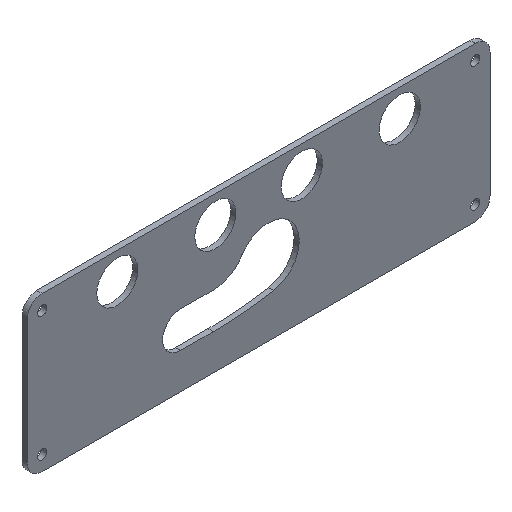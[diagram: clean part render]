
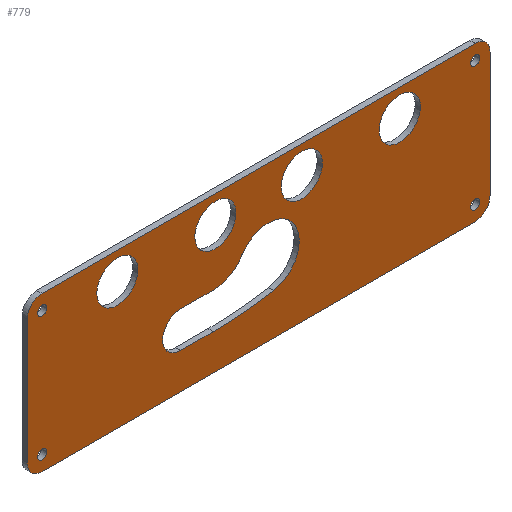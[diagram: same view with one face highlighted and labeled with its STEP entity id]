
A CAD part, isometric view. The second image highlights one B-rep face of the part: STEP entity #779.
In plain terms, the highlighted planar face has unit normal (0, -1, 0).
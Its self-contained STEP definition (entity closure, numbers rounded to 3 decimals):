
#24 = VERTEX_POINT('',#25);
#25 = CARTESIAN_POINT('',(-1.5,-4.9,25.433));
#31 = EDGE_CURVE('',#24,#32,#34,.T.);
#32 = VERTEX_POINT('',#33);
#33 = CARTESIAN_POINT('',(-1.5,-4.9,1.233));
#34 = LINE('',#35,#36);
#35 = CARTESIAN_POINT('',(-1.5,-4.9,25.433));
#36 = VECTOR('',#37,1.);
#37 = DIRECTION('',(0.,0.,-1.));
#62 = EDGE_CURVE('',#32,#63,#65,.T.);
#63 = VERTEX_POINT('',#64);
#64 = CARTESIAN_POINT('',(1.4,-4.9,-1.667));
#65 = CIRCLE('',#66,2.9);
#66 = AXIS2_PLACEMENT_3D('',#67,#68,#69);
#67 = CARTESIAN_POINT('',(1.4,-4.9,1.233));
#68 = DIRECTION('',(0.,-1.,0.));
#69 = DIRECTION('',(1.,0.,0.));
#95 = EDGE_CURVE('',#63,#96,#98,.T.);
#96 = VERTEX_POINT('',#97);
#97 = CARTESIAN_POINT('',(85.6,-4.9,-1.667));
#98 = LINE('',#99,#100);
#99 = CARTESIAN_POINT('',(1.4,-4.9,-1.667));
#100 = VECTOR('',#101,1.);
#101 = DIRECTION('',(1.,0.,0.));
#126 = EDGE_CURVE('',#96,#127,#129,.T.);
#127 = VERTEX_POINT('',#128);
#128 = CARTESIAN_POINT('',(88.5,-4.9,1.233));
#129 = CIRCLE('',#130,2.9);
#130 = AXIS2_PLACEMENT_3D('',#131,#132,#133);
#131 = CARTESIAN_POINT('',(85.6,-4.9,1.233));
#132 = DIRECTION('',(0.,-1.,0.));
#133 = DIRECTION('',(1.,0.,0.));
#159 = EDGE_CURVE('',#127,#160,#162,.T.);
#160 = VERTEX_POINT('',#161);
#161 = CARTESIAN_POINT('',(88.5,-4.9,25.433));
#162 = LINE('',#163,#164);
#163 = CARTESIAN_POINT('',(88.5,-4.9,1.233));
#164 = VECTOR('',#165,1.);
#165 = DIRECTION('',(0.,0.,1.));
#190 = EDGE_CURVE('',#160,#191,#193,.T.);
#191 = VERTEX_POINT('',#192);
#192 = CARTESIAN_POINT('',(85.6,-4.9,28.333));
#193 = CIRCLE('',#194,2.9);
#194 = AXIS2_PLACEMENT_3D('',#195,#196,#197);
#195 = CARTESIAN_POINT('',(85.6,-4.9,25.433));
#196 = DIRECTION('',(0.,-1.,0.));
#197 = DIRECTION('',(1.,0.,0.));
#223 = EDGE_CURVE('',#191,#224,#226,.T.);
#224 = VERTEX_POINT('',#225);
#225 = CARTESIAN_POINT('',(1.4,-4.9,28.333));
#226 = LINE('',#227,#228);
#227 = CARTESIAN_POINT('',(85.6,-4.9,28.333));
#228 = VECTOR('',#229,1.);
#229 = DIRECTION('',(-1.,0.,0.));
#254 = EDGE_CURVE('',#224,#24,#255,.T.);
#255 = CIRCLE('',#256,2.9);
#256 = AXIS2_PLACEMENT_3D('',#257,#258,#259);
#257 = CARTESIAN_POINT('',(1.4,-4.9,25.433));
#258 = DIRECTION('',(0.,-1.,0.));
#259 = DIRECTION('',(1.,0.,0.));
#280 = VERTEX_POINT('',#281);
#281 = CARTESIAN_POINT('',(46.463,-4.9,6.293));
#287 = EDGE_CURVE('',#280,#288,#290,.T.);
#288 = VERTEX_POINT('',#289);
#289 = CARTESIAN_POINT('',(40.319,-4.9,15.381));
#290 = CIRCLE('',#291,6.);
#291 = AXIS2_PLACEMENT_3D('',#292,#293,#294);
#292 = CARTESIAN_POINT('',(45.406,-4.9,12.199));
#293 = DIRECTION('',(0.,-1.,0.));
#294 = DIRECTION('',(1.,0.,0.));
#322 = VERTEX_POINT('',#323);
#323 = CARTESIAN_POINT('',(34.657,-4.9,12.244));
#329 = EDGE_CURVE('',#322,#288,#330,.T.);
#330 = CIRCLE('',#331,6.679);
#331 = AXIS2_PLACEMENT_3D('',#332,#333,#334);
#332 = CARTESIAN_POINT('',(34.657,-4.9,18.923));
#333 = DIRECTION('',(0.,-1.,0.));
#334 = DIRECTION('',(1.,0.,0.));
#353 = EDGE_CURVE('',#322,#354,#356,.T.);
#354 = VERTEX_POINT('',#355);
#355 = CARTESIAN_POINT('',(28.357,-4.9,12.244));
#356 = LINE('',#357,#358);
#357 = CARTESIAN_POINT('',(34.657,-4.9,12.244));
#358 = VECTOR('',#359,1.);
#359 = DIRECTION('',(-1.,-0.,0.));
#384 = EDGE_CURVE('',#354,#385,#387,.T.);
#385 = VERTEX_POINT('',#386);
#386 = CARTESIAN_POINT('',(28.357,-4.9,5.244));
#387 = CIRCLE('',#388,3.5);
#388 = AXIS2_PLACEMENT_3D('',#389,#390,#391);
#389 = CARTESIAN_POINT('',(28.357,-4.9,8.744));
#390 = DIRECTION('',(0.,-1.,0.));
#391 = DIRECTION('',(1.,0.,0.));
#417 = EDGE_CURVE('',#385,#418,#420,.T.);
#418 = VERTEX_POINT('',#419);
#419 = CARTESIAN_POINT('',(34.657,-4.9,5.244));
#420 = LINE('',#421,#422);
#421 = CARTESIAN_POINT('',(28.357,-4.9,5.244));
#422 = VECTOR('',#423,1.);
#423 = DIRECTION('',(1.,0.,0.));
#448 = EDGE_CURVE('',#418,#280,#449,.T.);
#449 = CIRCLE('',#450,66.995);
#450 = AXIS2_PLACEMENT_3D('',#451,#452,#453);
#451 = CARTESIAN_POINT('',(34.657,-4.9,72.239));
#452 = DIRECTION('',(0.,-1.,0.));
#453 = DIRECTION('',(1.,0.,0.));
#474 = VERTEX_POINT('',#475);
#475 = CARTESIAN_POINT('',(74.95,-4.9,23.003));
#481 = EDGE_CURVE('',#474,#474,#482,.T.);
#482 = CIRCLE('',#483,4.);
#483 = AXIS2_PLACEMENT_3D('',#484,#485,#486);
#484 = CARTESIAN_POINT('',(70.95,-4.9,23.003));
#485 = DIRECTION('',(0.,-1.,0.));
#486 = DIRECTION('',(1.,0.,0.));
#507 = VERTEX_POINT('',#508);
#508 = CARTESIAN_POINT('',(55.9,-4.9,23.003));
#514 = EDGE_CURVE('',#507,#507,#515,.T.);
#515 = CIRCLE('',#516,4.);
#516 = AXIS2_PLACEMENT_3D('',#517,#518,#519);
#517 = CARTESIAN_POINT('',(51.9,-4.9,23.003));
#518 = DIRECTION('',(0.,-1.,0.));
#519 = DIRECTION('',(1.,0.,0.));
#540 = VERTEX_POINT('',#541);
#541 = CARTESIAN_POINT('',(39.1,-4.9,23.003));
#547 = EDGE_CURVE('',#540,#540,#548,.T.);
#548 = CIRCLE('',#549,4.);
#549 = AXIS2_PLACEMENT_3D('',#550,#551,#552);
#550 = CARTESIAN_POINT('',(35.1,-4.9,23.003));
#551 = DIRECTION('',(0.,-1.,0.));
#552 = DIRECTION('',(1.,0.,0.));
#573 = VERTEX_POINT('',#574);
#574 = CARTESIAN_POINT('',(20.05,-4.9,23.003));
#580 = EDGE_CURVE('',#573,#573,#581,.T.);
#581 = CIRCLE('',#582,4.);
#582 = AXIS2_PLACEMENT_3D('',#583,#584,#585);
#583 = CARTESIAN_POINT('',(16.05,-4.9,23.003));
#584 = DIRECTION('',(0.,-1.,0.));
#585 = DIRECTION('',(1.,0.,0.));
#606 = VERTEX_POINT('',#607);
#607 = CARTESIAN_POINT('',(86.5,-4.9,1.233));
#613 = EDGE_CURVE('',#606,#606,#614,.T.);
#614 = CIRCLE('',#615,0.9);
#615 = AXIS2_PLACEMENT_3D('',#616,#617,#618);
#616 = CARTESIAN_POINT('',(85.6,-4.9,1.233));
#617 = DIRECTION('',(0.,-1.,0.));
#618 = DIRECTION('',(1.,0.,0.));
#639 = VERTEX_POINT('',#640);
#640 = CARTESIAN_POINT('',(86.5,-4.9,25.433));
#646 = EDGE_CURVE('',#639,#639,#647,.T.);
#647 = CIRCLE('',#648,0.9);
#648 = AXIS2_PLACEMENT_3D('',#649,#650,#651);
#649 = CARTESIAN_POINT('',(85.6,-4.9,25.433));
#650 = DIRECTION('',(0.,-1.,0.));
#651 = DIRECTION('',(1.,0.,0.));
#672 = VERTEX_POINT('',#673);
#673 = CARTESIAN_POINT('',(2.3,-4.9,1.233));
#679 = EDGE_CURVE('',#672,#672,#680,.T.);
#680 = CIRCLE('',#681,0.9);
#681 = AXIS2_PLACEMENT_3D('',#682,#683,#684);
#682 = CARTESIAN_POINT('',(1.4,-4.9,1.233));
#683 = DIRECTION('',(0.,-1.,0.));
#684 = DIRECTION('',(1.,0.,0.));
#705 = VERTEX_POINT('',#706);
#706 = CARTESIAN_POINT('',(2.3,-4.9,25.433));
#712 = EDGE_CURVE('',#705,#705,#713,.T.);
#713 = CIRCLE('',#714,0.9);
#714 = AXIS2_PLACEMENT_3D('',#715,#716,#717);
#715 = CARTESIAN_POINT('',(1.4,-4.9,25.433));
#716 = DIRECTION('',(0.,-1.,0.));
#717 = DIRECTION('',(1.,0.,0.));
#779 = ADVANCED_FACE('',(#780,#790,#798,#801,#804,#807,#810,#813,#816,
    #819),#822,.F.);
#780 = FACE_BOUND('',#781,.T.);
#781 = EDGE_LOOP('',(#782,#783,#784,#785,#786,#787,#788,#789));
#782 = ORIENTED_EDGE('',*,*,#31,.T.);
#783 = ORIENTED_EDGE('',*,*,#62,.T.);
#784 = ORIENTED_EDGE('',*,*,#95,.T.);
#785 = ORIENTED_EDGE('',*,*,#126,.T.);
#786 = ORIENTED_EDGE('',*,*,#159,.T.);
#787 = ORIENTED_EDGE('',*,*,#190,.T.);
#788 = ORIENTED_EDGE('',*,*,#223,.T.);
#789 = ORIENTED_EDGE('',*,*,#254,.T.);
#790 = FACE_BOUND('',#791,.F.);
#791 = EDGE_LOOP('',(#792,#793,#794,#795,#796,#797));
#792 = ORIENTED_EDGE('',*,*,#287,.T.);
#793 = ORIENTED_EDGE('',*,*,#329,.F.);
#794 = ORIENTED_EDGE('',*,*,#353,.T.);
#795 = ORIENTED_EDGE('',*,*,#384,.T.);
#796 = ORIENTED_EDGE('',*,*,#417,.T.);
#797 = ORIENTED_EDGE('',*,*,#448,.T.);
#798 = FACE_BOUND('',#799,.F.);
#799 = EDGE_LOOP('',(#800));
#800 = ORIENTED_EDGE('',*,*,#481,.T.);
#801 = FACE_BOUND('',#802,.F.);
#802 = EDGE_LOOP('',(#803));
#803 = ORIENTED_EDGE('',*,*,#514,.T.);
#804 = FACE_BOUND('',#805,.F.);
#805 = EDGE_LOOP('',(#806));
#806 = ORIENTED_EDGE('',*,*,#547,.T.);
#807 = FACE_BOUND('',#808,.F.);
#808 = EDGE_LOOP('',(#809));
#809 = ORIENTED_EDGE('',*,*,#580,.T.);
#810 = FACE_BOUND('',#811,.F.);
#811 = EDGE_LOOP('',(#812));
#812 = ORIENTED_EDGE('',*,*,#613,.T.);
#813 = FACE_BOUND('',#814,.F.);
#814 = EDGE_LOOP('',(#815));
#815 = ORIENTED_EDGE('',*,*,#646,.T.);
#816 = FACE_BOUND('',#817,.F.);
#817 = EDGE_LOOP('',(#818));
#818 = ORIENTED_EDGE('',*,*,#679,.T.);
#819 = FACE_BOUND('',#820,.F.);
#820 = EDGE_LOOP('',(#821));
#821 = ORIENTED_EDGE('',*,*,#712,.T.);
#822 = PLANE('',#823);
#823 = AXIS2_PLACEMENT_3D('',#824,#825,#826);
#824 = CARTESIAN_POINT('',(42.702,-4.9,14.858));
#825 = DIRECTION('',(0.,1.,0.));
#826 = DIRECTION('',(0.,0.,1.));
